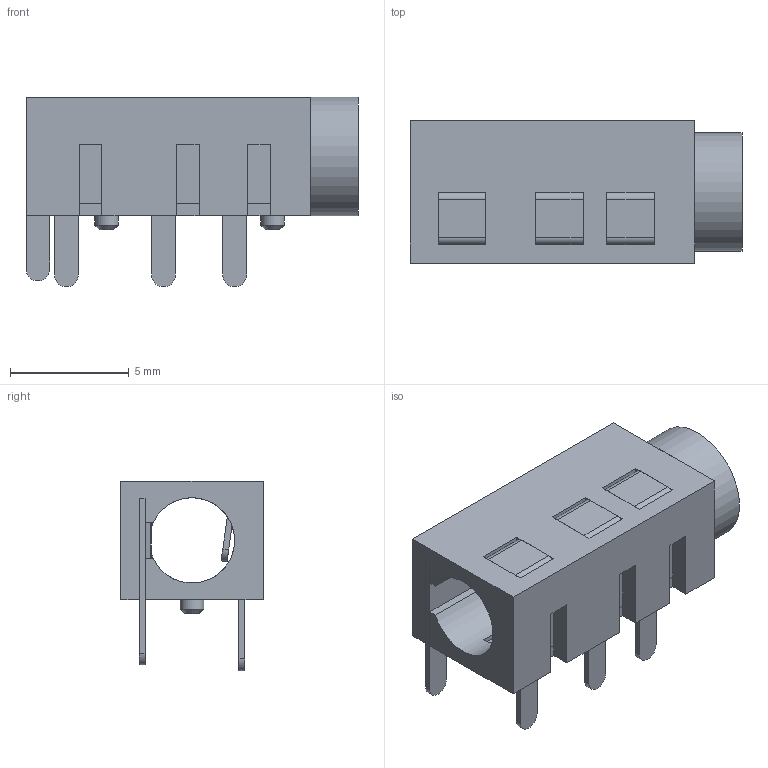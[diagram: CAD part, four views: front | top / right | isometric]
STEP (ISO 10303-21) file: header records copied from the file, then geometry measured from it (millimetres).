
FILE_DESCRIPTION(/* description */ ('Unknown'),/* implementation_level */ '2;1');
FILE_NAME(/* name */ 'TRRS_PJ-320A',/* time_stamp */ '2023-02-28T13:54:58+01:00',/* author */ ('Unknown'),/* organization */ ('Unknown'),/* preprocessor_version */ 'ST-DEVELOPER v18.1',/* originating_system */ 'Solid Edge',/* authorisation */ 'Unknown');
FILE_SCHEMA (('AUTOMOTIVE_DESIGN {1 0 10303 214 3 1 1}'));
Length unit declared in the file: millimetre
Products named in the file (4): TRRS_PJ-320A; Housing; Leaf2; Leaf1
Assembly tree (5 placements, depth 2):
  TRRS_PJ-320A
    Housing
    Leaf2
    Leaf1  x3
Bounding box: 14 x 6 x 8 mm (x, y, z)
Volume: 234.6 mm3; surface area: 772.8 mm2
Topology: 5 solids, 5 shells, 145 faces, 423 edges, 280 vertices
Faces by surface type: plane 104, cylinder 38, cone 3
Full cylindrical faces by diameter (mm): 1 x2, 3.6 x1, 5 x1
Entity records: 3471 total; most frequent: CARTESIAN_POINT 607, ORIENTED_EDGE 584, DIRECTION 553, EDGE_CURVE 292, LINE 237, VECTOR 237, VERTEX_POINT 196, AXIS2_PLACEMENT_3D 158
